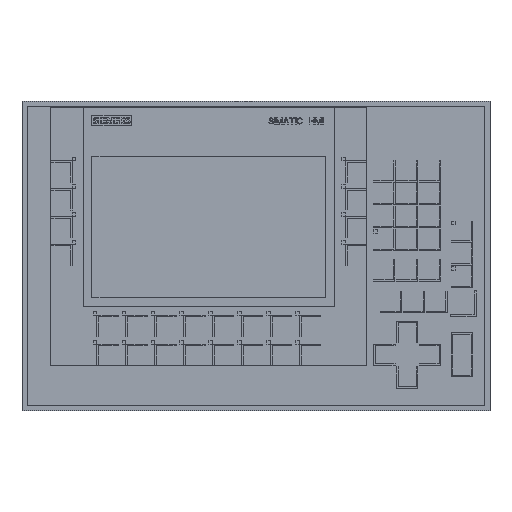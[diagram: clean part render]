
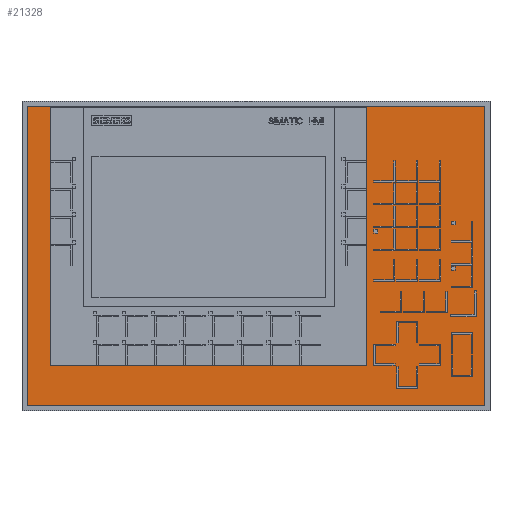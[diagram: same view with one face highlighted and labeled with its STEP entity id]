
A CAD part, top view. The second image highlights one B-rep face of the part: STEP entity #21328.
In plain terms, the highlighted planar face has unit normal (0, 0, 1).
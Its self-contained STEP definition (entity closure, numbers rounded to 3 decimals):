
#4319=LINE('',#82004,#11081);
#4323=LINE('',#82013,#11085);
#4326=LINE('',#82019,#11088);
#4329=LINE('',#82025,#11091);
#4331=LINE('',#82029,#11093);
#4332=LINE('',#82032,#11094);
#4333=LINE('',#82034,#11095);
#4334=LINE('',#82036,#11096);
#11081=VECTOR('',#66920,1.);
#11085=VECTOR('',#66926,1.);
#11088=VECTOR('',#66931,1.);
#11091=VECTOR('',#66936,1.);
#11093=VECTOR('',#66942,1.);
#11094=VECTOR('',#66943,1.);
#11095=VECTOR('',#66944,1.);
#11096=VECTOR('',#66945,1.);
#21328=ADVANCED_FACE('',(#28664,#28665),#24713,.F.);
#24713=PLANE('',#62897);
#28664=FACE_BOUND('',#29392,.T.);
#28665=FACE_BOUND('',#29393,.T.);
#29392=EDGE_LOOP('',(#33811,#33812,#33813,#33814));
#29393=EDGE_LOOP('',(#33815,#33816,#33817,#33818));
#33811=ORIENTED_EDGE('',*,*,#54790,.F.);
#33812=ORIENTED_EDGE('',*,*,#54791,.F.);
#33813=ORIENTED_EDGE('',*,*,#54792,.F.);
#33814=ORIENTED_EDGE('',*,*,#54793,.F.);
#33815=ORIENTED_EDGE('',*,*,#54778,.F.);
#33816=ORIENTED_EDGE('',*,*,#54788,.F.);
#33817=ORIENTED_EDGE('',*,*,#54785,.F.);
#33818=ORIENTED_EDGE('',*,*,#54782,.F.);
#49249=VERTEX_POINT('',#82005);
#49250=VERTEX_POINT('',#82006);
#49253=VERTEX_POINT('',#82014);
#49255=VERTEX_POINT('',#82020);
#49257=VERTEX_POINT('',#82030);
#49258=VERTEX_POINT('',#82031);
#49259=VERTEX_POINT('',#82033);
#49260=VERTEX_POINT('',#82035);
#54778=EDGE_CURVE('',#49249,#49250,#4319,.T.);
#54782=EDGE_CURVE('',#49250,#49253,#4323,.T.);
#54785=EDGE_CURVE('',#49253,#49255,#4326,.T.);
#54788=EDGE_CURVE('',#49255,#49249,#4329,.T.);
#54790=EDGE_CURVE('',#49257,#49258,#4331,.T.);
#54791=EDGE_CURVE('',#49259,#49257,#4332,.T.);
#54792=EDGE_CURVE('',#49260,#49259,#4333,.T.);
#54793=EDGE_CURVE('',#49258,#49260,#4334,.T.);
#62897=AXIS2_PLACEMENT_3D('',#82037,#66946,#66947);
#66920=DIRECTION('',(0.,1.,0.));
#66926=DIRECTION('',(1.,0.,0.));
#66931=DIRECTION('',(0.,-1.,0.));
#66936=DIRECTION('',(-1.,0.,0.));
#66942=DIRECTION('',(1.,0.,0.));
#66943=DIRECTION('',(0.,-1.,0.));
#66944=DIRECTION('',(-1.,0.,0.));
#66945=DIRECTION('',(0.,1.,0.));
#66946=DIRECTION('',(0.,0.,-1.));
#66947=DIRECTION('',(-1.,0.,0.));
#82004=CARTESIAN_POINT('',(-154.,-102.,0.));
#82005=CARTESIAN_POINT('',(-154.,-102.,0.));
#82006=CARTESIAN_POINT('',(-154.,102.,0.));
#82013=CARTESIAN_POINT('',(-154.,102.,0.));
#82014=CARTESIAN_POINT('',(154.,102.,0.));
#82019=CARTESIAN_POINT('',(154.,102.,0.));
#82020=CARTESIAN_POINT('',(154.,-102.,0.));
#82025=CARTESIAN_POINT('',(154.,-102.,0.));
#82029=CARTESIAN_POINT('',(-135.,-72.,0.));
#82030=CARTESIAN_POINT('',(-135.,-72.,0.));
#82031=CARTESIAN_POINT('',(73.,-72.,0.));
#82032=CARTESIAN_POINT('',(-135.,98.028,0.));
#82033=CARTESIAN_POINT('',(-135.,98.028,0.));
#82034=CARTESIAN_POINT('',(73.,98.028,0.));
#82035=CARTESIAN_POINT('',(73.,98.028,0.));
#82036=CARTESIAN_POINT('',(73.,-72.,0.));
#82037=CARTESIAN_POINT('',(-154.,102.,0.));
